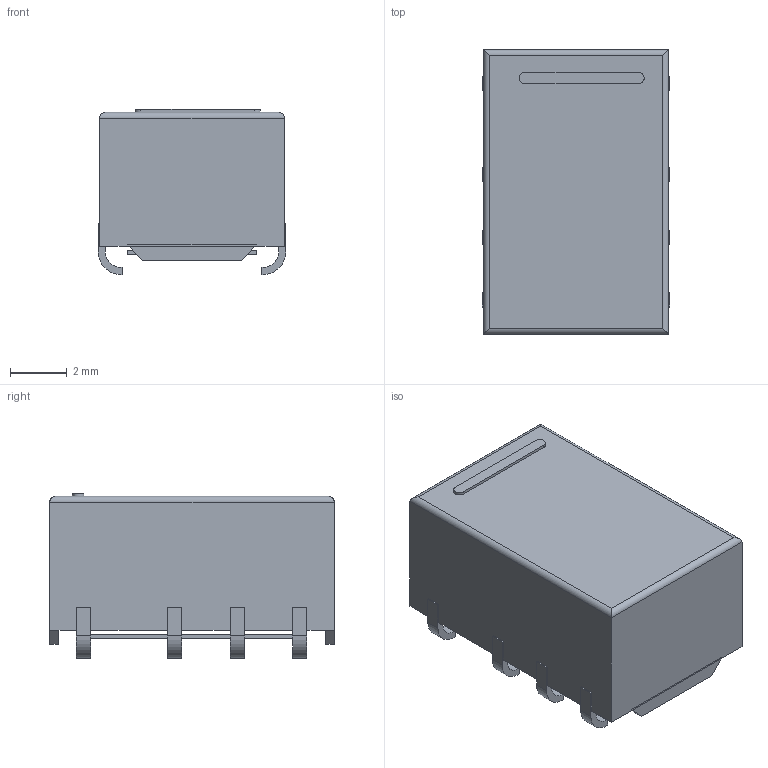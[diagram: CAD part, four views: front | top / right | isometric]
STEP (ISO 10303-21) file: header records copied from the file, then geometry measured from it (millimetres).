
FILE_DESCRIPTION(('FreeCAD Model'),'2;1');
FILE_NAME('Relay_DPDT_Omron_G6K-2G-Y.step','2018-01-10T19:14:32',('kicad StepUp'),( 'ksu MCAD'),'Open CASCADE STEP processor 6.8','FreeCAD','Unknown');
FILE_SCHEMA(('AUTOMOTIVE_DESIGN_CC2 { 1 2 10303 214 -1 1 5 4 }'));
Length unit declared in the file: millimetre
Products named in the file (1): Relay_DPDT_Omron_G6K-2G-Y
Bounding box: 6.6 x 10 x 5.8 mm (x, y, z)
Volume: 313.4 mm3; surface area: 383.9 mm2
Topology: 2 solids, 2 shells, 113 faces, 316 edges, 208 vertices
Faces by surface type: plane 91, cylinder 22
Entity records: 2470 total; most frequent: ORIENTED_EDGE 486, CARTESIAN_POINT 328, EDGE_CURVE 316, LINE 260, VERTEX_POINT 208, AXIS2_PLACEMENT_3D 128, FACE_BOUND 114, EDGE_LOOP 114
